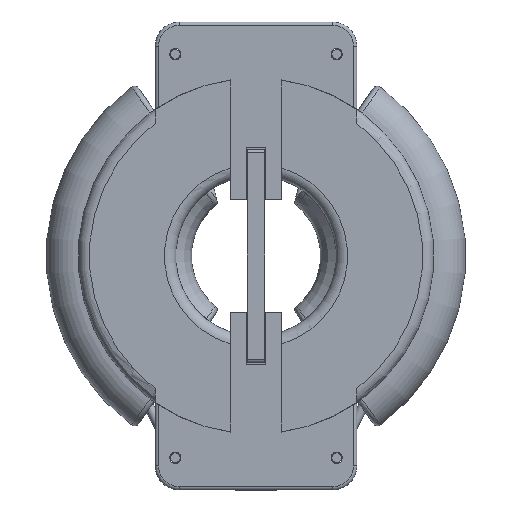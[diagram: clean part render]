
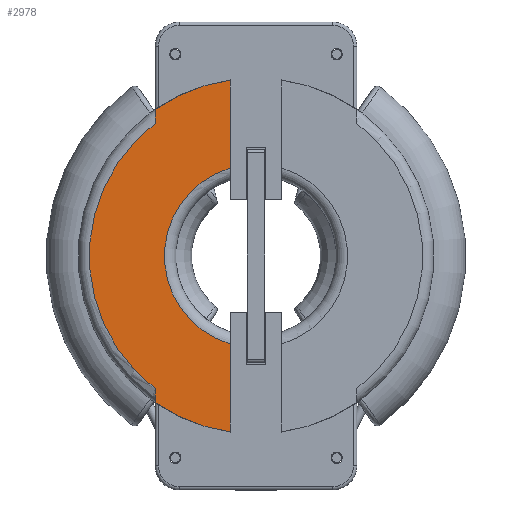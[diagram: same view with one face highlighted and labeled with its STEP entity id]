
A CAD part, front view. The second image highlights one B-rep face of the part: STEP entity #2978.
In plain terms, the highlighted planar face has unit normal (0, -1, 0).
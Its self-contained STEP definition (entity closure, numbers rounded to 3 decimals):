
#114 = DIRECTION ( 'NONE',  ( 0., 0., 1. ) ) ;
#201 = EDGE_CURVE ( 'NONE', #13996, #13499, #14777, .T. ) ;
#523 = DIRECTION ( 'NONE',  ( 0., 0., 1. ) ) ;
#852 = EDGE_CURVE ( 'NONE', #1833, #7794, #1861, .T. ) ;
#861 = AXIS2_PLACEMENT_3D ( 'NONE', #3254, #8429, #5775 ) ;
#1161 = ORIENTED_EDGE ( 'NONE', *, *, #5446, .T. ) ;
#1228 = CARTESIAN_POINT ( 'NONE',  ( 0., -4.625, 0. ) ) ;
#1833 = VERTEX_POINT ( 'NONE', #6410 ) ;
#1861 = CIRCLE ( 'NONE', #9836, 11.025 ) ;
#2033 = CARTESIAN_POINT ( 'NONE',  ( 0., -4.625, 0. ) ) ;
#2422 = CARTESIAN_POINT ( 'NONE',  ( -6.25, -4.625, 8.218 ) ) ;
#2726 = DIRECTION ( 'NONE',  ( 0., -1., 0. ) ) ;
#2978 = ADVANCED_FACE ( 'NONE', ( #10801 ), #11225, .F. ) ;
#3254 = CARTESIAN_POINT ( 'NONE',  ( 0., -4.625, 0. ) ) ;
#3298 = VERTEX_POINT ( 'NONE', #11979 ) ;
#4113 = ORIENTED_EDGE ( 'NONE', *, *, #11106, .T. ) ;
#4259 = CARTESIAN_POINT ( 'NONE',  ( 0., -4.625, 0. ) ) ;
#4555 = LINE ( 'NONE', #12724, #5988 ) ;
#5074 = CIRCLE ( 'NONE', #14047, 10.325 ) ;
#5143 = DIRECTION ( 'NONE',  ( 0., 1., 0. ) ) ;
#5324 = ORIENTED_EDGE ( 'NONE', *, *, #201, .T. ) ;
#5446 = EDGE_CURVE ( 'NONE', #12951, #13996, #5074, .T. ) ;
#5775 = DIRECTION ( 'NONE',  ( 0., 0., 1. ) ) ;
#5933 = LINE ( 'NONE', #11813, #13426 ) ;
#5988 = VECTOR ( 'NONE', #7489, 1000. ) ;
#6042 = VERTEX_POINT ( 'NONE', #14796 ) ;
#6044 = EDGE_CURVE ( 'NONE', #3298, #8033, #11789, .T. ) ;
#6095 = AXIS2_PLACEMENT_3D ( 'NONE', #1228, #5143, #12766 ) ;
#6410 = CARTESIAN_POINT ( 'NONE',  ( -1.6, -4.625, 10.908 ) ) ;
#6660 = ORIENTED_EDGE ( 'NONE', *, *, #13894, .F. ) ;
#6901 = CARTESIAN_POINT ( 'NONE',  ( -1.6, -4.625, 0. ) ) ;
#7345 = AXIS2_PLACEMENT_3D ( 'NONE', #2033, #16691, #11452 ) ;
#7367 = VECTOR ( 'NONE', #523, 1000. ) ;
#7489 = DIRECTION ( 'NONE',  ( 0., 0., 1. ) ) ;
#7772 = DIRECTION ( 'NONE',  ( 0., 0., -1. ) ) ;
#7794 = VERTEX_POINT ( 'NONE', #14778 ) ;
#7866 = VECTOR ( 'NONE', #8555, 1000. ) ;
#8033 = VERTEX_POINT ( 'NONE', #12946 ) ;
#8111 = DIRECTION ( 'NONE',  ( 0., -1., 0. ) ) ;
#8425 = CARTESIAN_POINT ( 'NONE',  ( -6.25, -4.625, -9.082 ) ) ;
#8429 = DIRECTION ( 'NONE',  ( 0., 1., 0. ) ) ;
#8555 = DIRECTION ( 'NONE',  ( 0., 0., -1. ) ) ;
#9836 = AXIS2_PLACEMENT_3D ( 'NONE', #4259, #8111, #14602 ) ;
#10054 = CARTESIAN_POINT ( 'NONE',  ( -6.25, -4.625, -13.75 ) ) ;
#10333 = EDGE_LOOP ( 'NONE', ( #11745, #4113, #1161, #5324, #6660, #10577, #14615, #12212 ) ) ;
#10577 = ORIENTED_EDGE ( 'NONE', *, *, #13397, .T. ) ;
#10653 = CARTESIAN_POINT ( 'NONE',  ( -6.25, -4.625, -8.218 ) ) ;
#10801 = FACE_OUTER_BOUND ( 'NONE', #10333, .T. ) ;
#11106 = EDGE_CURVE ( 'NONE', #7794, #12951, #5933, .T. ) ;
#11225 = PLANE ( 'NONE',  #7345 ) ;
#11243 = LINE ( 'NONE', #6901, #7367 ) ;
#11452 = DIRECTION ( 'NONE',  ( 0., 0., 1. ) ) ;
#11745 = ORIENTED_EDGE ( 'NONE', *, *, #852, .T. ) ;
#11789 = CIRCLE ( 'NONE', #861, 5.675 ) ;
#11813 = CARTESIAN_POINT ( 'NONE',  ( -6.25, -4.625, 13.75 ) ) ;
#11979 = CARTESIAN_POINT ( 'NONE',  ( -1.6, -4.625, -5.445 ) ) ;
#11980 = EDGE_CURVE ( 'NONE', #8033, #1833, #4555, .T. ) ;
#12212 = ORIENTED_EDGE ( 'NONE', *, *, #11980, .T. ) ;
#12724 = CARTESIAN_POINT ( 'NONE',  ( -1.6, -4.625, 0. ) ) ;
#12766 = DIRECTION ( 'NONE',  ( 0., 0., 1. ) ) ;
#12946 = CARTESIAN_POINT ( 'NONE',  ( -1.6, -4.625, 5.445 ) ) ;
#12951 = VERTEX_POINT ( 'NONE', #2422 ) ;
#13086 = CARTESIAN_POINT ( 'NONE',  ( 0., -4.625, 0. ) ) ;
#13397 = EDGE_CURVE ( 'NONE', #6042, #3298, #11243, .T. ) ;
#13426 = VECTOR ( 'NONE', #7772, 1000. ) ;
#13499 = VERTEX_POINT ( 'NONE', #8425 ) ;
#13894 = EDGE_CURVE ( 'NONE', #6042, #13499, #16333, .T. ) ;
#13996 = VERTEX_POINT ( 'NONE', #10653 ) ;
#14047 = AXIS2_PLACEMENT_3D ( 'NONE', #13086, #2726, #114 ) ;
#14602 = DIRECTION ( 'NONE',  ( 0., 0., 1. ) ) ;
#14615 = ORIENTED_EDGE ( 'NONE', *, *, #6044, .T. ) ;
#14777 = LINE ( 'NONE', #10054, #7866 ) ;
#14778 = CARTESIAN_POINT ( 'NONE',  ( -6.25, -4.625, 9.082 ) ) ;
#14796 = CARTESIAN_POINT ( 'NONE',  ( -1.6, -4.625, -10.908 ) ) ;
#16333 = CIRCLE ( 'NONE', #6095, 11.025 ) ;
#16691 = DIRECTION ( 'NONE',  ( 0., 1., 0. ) ) ;
